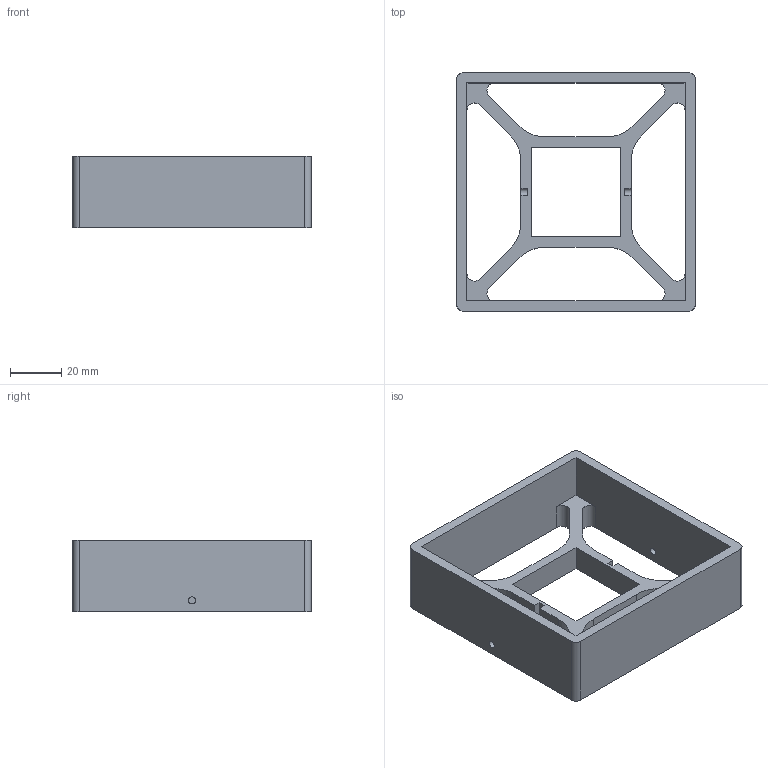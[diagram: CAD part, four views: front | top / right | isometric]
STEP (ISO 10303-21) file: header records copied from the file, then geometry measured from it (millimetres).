
FILE_DESCRIPTION(/* description */ (''),/* implementation_level */ '2;1');
FILE_NAME(/* name */ 'PCB Holder v9.step',/* time_stamp */ '2021-05-10T03:02:19+02:00',/* author */ (''),/* organization */ (''),/* preprocessor_version */ 'ST-DEVELOPER v18.1',/* originating_system */ 'Autodesk Translation Framework v10.6.0.1341',/* authorisation */ '');
FILE_SCHEMA (('AUTOMOTIVE_DESIGN { 1 0 10303 214 3 1 1 }'));
Length unit declared in the file: millimetre
Products named in the file (1): PCB Holder
Bounding box: 92.9 x 92.9 x 28 mm (x, y, z)
Volume: 52976.3 mm3; surface area: 29701.6 mm2
Topology: 1 solids, 1 shells, 57 faces, 174 edges, 116 vertices
Faces by surface type: plane 33, cylinder 24
Full cylindrical faces by diameter (mm): 2.8 x2
Entity records: 2017 total; most frequent: ORIENTED_EDGE 348, CARTESIAN_POINT 348, DIRECTION 338, EDGE_CURVE 174, LINE 126, VECTOR 126, VERTEX_POINT 116, AXIS2_PLACEMENT_3D 106
